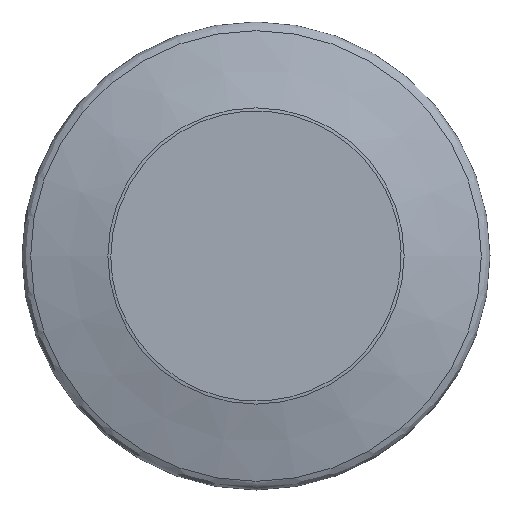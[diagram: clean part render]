
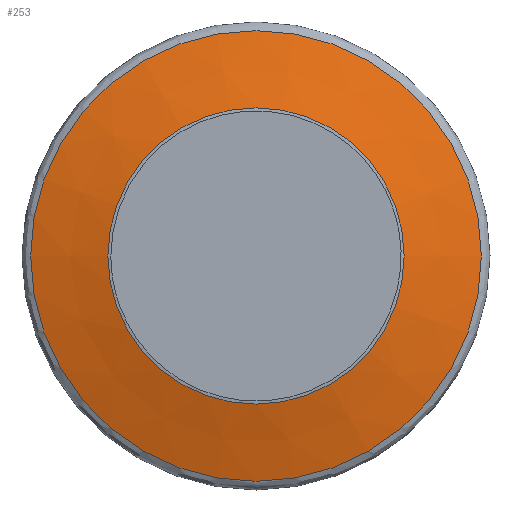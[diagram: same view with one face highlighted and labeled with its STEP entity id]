
A CAD part, left-side view. The second image highlights one B-rep face of the part: STEP entity #253.
In plain terms, the highlighted conical face has half-angle 75 degrees and reference radius 19.259 mm.
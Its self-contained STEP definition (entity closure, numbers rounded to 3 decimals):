
#10 = AXIS2_PLACEMENT_3D ( 'NONE', #163, #74, #267 ) ;
#30 = AXIS2_PLACEMENT_3D ( 'NONE', #186, #270, #69 ) ;
#40 = CARTESIAN_POINT ( 'NONE',  ( 0.034, 12.663, 0. ) ) ;
#44 = FACE_BOUND ( 'NONE', #206, .T. ) ;
#69 = DIRECTION ( 'NONE',  ( 0., 1., 0. ) ) ;
#74 = DIRECTION ( 'NONE',  ( 1., 0., 0. ) ) ;
#89 = EDGE_CURVE ( 'NONE', #248, #248, #112, .T. ) ;
#107 = CIRCLE ( 'NONE', #10, 19.259 ) ;
#112 = CIRCLE ( 'NONE', #30, 12.663 ) ;
#120 = DIRECTION ( 'NONE',  ( 0., 1., 0. ) ) ;
#124 = CARTESIAN_POINT ( 'NONE',  ( 1.801, 0., 0. ) ) ;
#128 = EDGE_CURVE ( 'NONE', #268, #268, #107, .T. ) ;
#153 = EDGE_LOOP ( 'NONE', ( #214 ) ) ;
#163 = CARTESIAN_POINT ( 'NONE',  ( 1.801, 0., 0. ) ) ;
#164 = ORIENTED_EDGE ( 'NONE', *, *, #89, .T. ) ;
#186 = CARTESIAN_POINT ( 'NONE',  ( 0.034, 0., 0. ) ) ;
#206 = EDGE_LOOP ( 'NONE', ( #164 ) ) ;
#214 = ORIENTED_EDGE ( 'NONE', *, *, #128, .F. ) ;
#216 = CARTESIAN_POINT ( 'NONE',  ( 1.801, 0., -19.259 ) ) ;
#222 = FACE_OUTER_BOUND ( 'NONE', #153, .T. ) ;
#230 = AXIS2_PLACEMENT_3D ( 'NONE', #124, #280, #120 ) ;
#248 = VERTEX_POINT ( 'NONE', #40 ) ;
#253 = ADVANCED_FACE ( 'NONE', ( #44, #222 ), #282, .T. ) ;
#267 = DIRECTION ( 'NONE',  ( 0., 0., -1. ) ) ;
#268 = VERTEX_POINT ( 'NONE', #216 ) ;
#270 = DIRECTION ( 'NONE',  ( 1., 0., 0. ) ) ;
#280 = DIRECTION ( 'NONE',  ( 1., 0., 0. ) ) ;
#282 = CONICAL_SURFACE ( 'NONE', #230, 19.259, 1.309 ) ;
